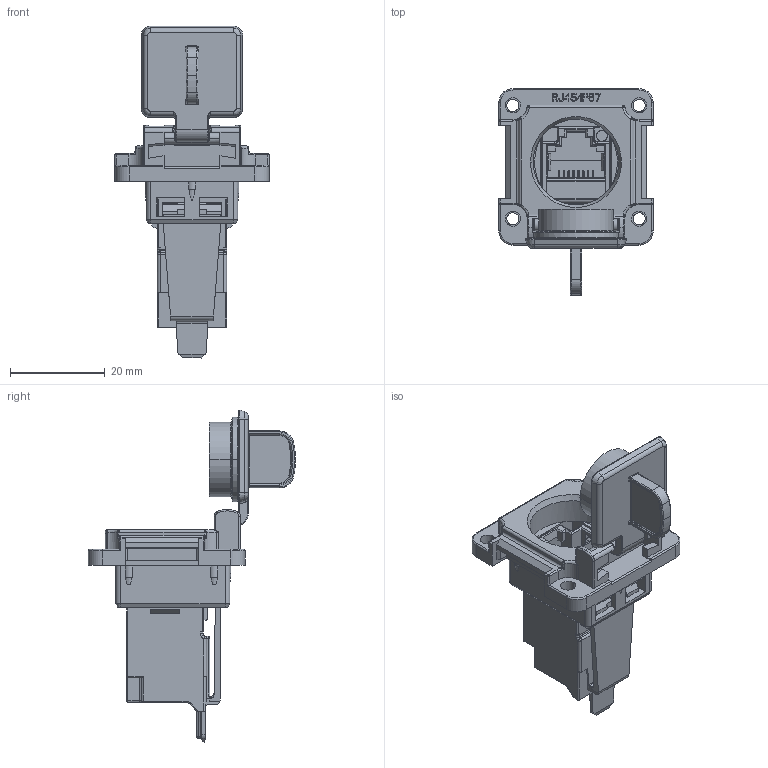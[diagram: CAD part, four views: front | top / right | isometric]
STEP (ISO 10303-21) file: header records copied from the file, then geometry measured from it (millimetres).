
FILE_DESCRIPTION(('CATIA V5 STEP Exchange','CAx-IF Rec.Pracs.--- Model Styling and Organization---1.4--- 2014-01-23'),'2;1');
FILE_NAME ('032613-4_0', '2020-07-12T13:02:55+00:00', ('none'), ('Weidmueller'), 'CATIA Version 5-6 Release 2016 SP3 HF44', 'CATIA V5 STEP AP214', 'none');
FILE_SCHEMA(('AUTOMOTIVE_DESIGN { 1 0 10303 214 1 1 1 1 }'));
Products named in the file (1): 8808450000
Bounding box: 32.5 x 43.65 x 69.96 mm (x, y, z)
Volume: 11542.2 mm3; surface area: 12630.1 mm2
Topology: 6 solids, 6 shells, 2393 faces, 6421 edges, 4049 vertices
Faces by surface type: plane 1515, cylinder 536, torus 120, bspline 102, cone 95, sphere 24, extrusion 1
Entity records: 80653 total; most frequent: CARTESIAN_POINT 23341, ORIENTED_EDGE 12790, DIRECTION 10128, EDGE_CURVE 6395, VECTOR 4690, LINE 4689, VERTEX_POINT 4049, AXIS2_PLACEMENT_3D 3167
